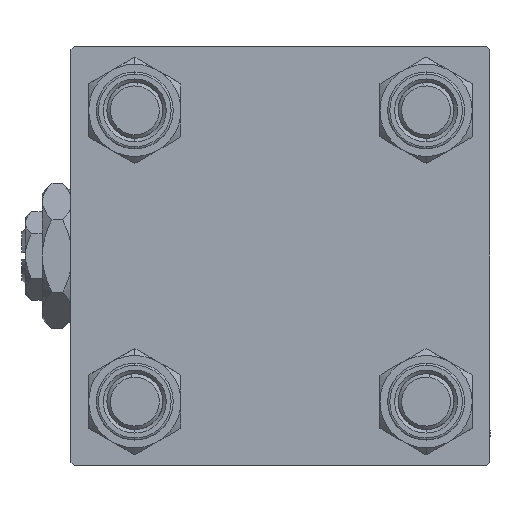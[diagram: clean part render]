
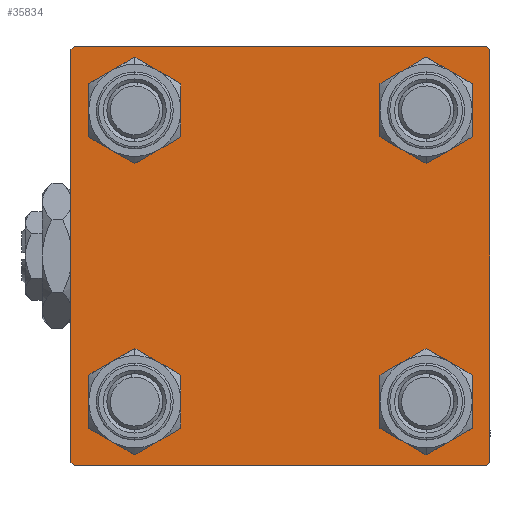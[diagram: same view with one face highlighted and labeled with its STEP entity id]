
A CAD part, left-side view. The second image highlights one B-rep face of the part: STEP entity #35834.
In plain terms, the highlighted planar face has unit normal (-1, 0, 0).
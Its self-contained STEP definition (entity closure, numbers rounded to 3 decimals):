
#353 = AXIS2_PLACEMENT_3D ( 'NONE', #16096, #20180, #36787 ) ;
#966 = ORIENTED_EDGE ( 'NONE', *, *, #29652, .T. ) ;
#1574 = VECTOR ( 'NONE', #28466, 1000. ) ;
#2109 = DIRECTION ( 'NONE',  ( 0., 0., 1. ) ) ;
#2369 = CIRCLE ( 'NONE', #24979, 4.5 ) ;
#2424 = VERTEX_POINT ( 'NONE', #52433 ) ;
#2764 = CARTESIAN_POINT ( 'NONE',  ( 0., 29.75, -29.75 ) ) ;
#3094 = ORIENTED_EDGE ( 'NONE', *, *, #32262, .T. ) ;
#3339 = ORIENTED_EDGE ( 'NONE', *, *, #5115, .T. ) ;
#3823 = CARTESIAN_POINT ( 'NONE',  ( 0., 20.85, -20.85 ) ) ;
#3864 = CARTESIAN_POINT ( 'NONE',  ( 0., -20.85, 16.35 ) ) ;
#4210 = CARTESIAN_POINT ( 'NONE',  ( 0., -20.85, 20.85 ) ) ;
#4983 = EDGE_LOOP ( 'NONE', ( #3094, #18262 ) ) ;
#5115 = EDGE_CURVE ( 'NONE', #2424, #35206, #32831, .T. ) ;
#5621 = ORIENTED_EDGE ( 'NONE', *, *, #34158, .T. ) ;
#6196 = VECTOR ( 'NONE', #44919, 1000. ) ;
#6327 = LINE ( 'NONE', #18841, #49306 ) ;
#6390 = AXIS2_PLACEMENT_3D ( 'NONE', #11262, #45001, #19706 ) ;
#6828 = CARTESIAN_POINT ( 'NONE',  ( 0., 30., -29.5 ) ) ;
#6890 = EDGE_CURVE ( 'NONE', #24013, #43171, #52442, .T. ) ;
#7129 = CARTESIAN_POINT ( 'NONE',  ( 0., -30., -29.5 ) ) ;
#7881 = EDGE_CURVE ( 'NONE', #17763, #53232, #38995, .T. ) ;
#7992 = AXIS2_PLACEMENT_3D ( 'NONE', #4210, #16187, #32012 ) ;
#8463 = EDGE_CURVE ( 'NONE', #37725, #20485, #34697, .T. ) ;
#8497 = EDGE_LOOP ( 'NONE', ( #5621, #25540 ) ) ;
#9561 = EDGE_LOOP ( 'NONE', ( #42950, #36951 ) ) ;
#10454 = VERTEX_POINT ( 'NONE', #36637 ) ;
#10646 = LINE ( 'NONE', #35709, #37646 ) ;
#11262 = CARTESIAN_POINT ( 'NONE',  ( 0., 0., 0. ) ) ;
#11792 = PLANE ( 'NONE',  #6390 ) ;
#14070 = CARTESIAN_POINT ( 'NONE',  ( 0., 30., 30. ) ) ;
#14603 = CARTESIAN_POINT ( 'NONE',  ( 0., 30., -30. ) ) ;
#15049 = CARTESIAN_POINT ( 'NONE',  ( 0., -20.85, -20.85 ) ) ;
#15364 = CARTESIAN_POINT ( 'NONE',  ( 0., 29.5, -30. ) ) ;
#15961 = ORIENTED_EDGE ( 'NONE', *, *, #34098, .T. ) ;
#16096 = CARTESIAN_POINT ( 'NONE',  ( 0., -20.85, -20.85 ) ) ;
#16187 = DIRECTION ( 'NONE',  ( 1., 0., 0. ) ) ;
#17763 = VERTEX_POINT ( 'NONE', #51892 ) ;
#17897 = EDGE_CURVE ( 'NONE', #53232, #17763, #31465, .T. ) ;
#18262 = ORIENTED_EDGE ( 'NONE', *, *, #8463, .T. ) ;
#18410 = VERTEX_POINT ( 'NONE', #6828 ) ;
#18562 = DIRECTION ( 'NONE',  ( 0., -0.707, 0.707 ) ) ;
#18841 = CARTESIAN_POINT ( 'NONE',  ( 0., 30., 30. ) ) ;
#19508 = ORIENTED_EDGE ( 'NONE', *, *, #6890, .T. ) ;
#19706 = DIRECTION ( 'NONE',  ( 0., 0., 1. ) ) ;
#20180 = DIRECTION ( 'NONE',  ( 1., 0., 0. ) ) ;
#20244 = VECTOR ( 'NONE', #39373, 1000. ) ;
#20485 = VERTEX_POINT ( 'NONE', #42453 ) ;
#20777 = CARTESIAN_POINT ( 'NONE',  ( 0., 29.5, 30. ) ) ;
#21121 = LINE ( 'NONE', #53816, #28885 ) ;
#21134 = AXIS2_PLACEMENT_3D ( 'NONE', #3823, #32424, #44651 ) ;
#21457 = CARTESIAN_POINT ( 'NONE',  ( 0., 20.85, 16.35 ) ) ;
#21535 = EDGE_CURVE ( 'NONE', #24013, #30589, #46469, .T. ) ;
#22725 = CARTESIAN_POINT ( 'NONE',  ( 0., 20.85, -25.35 ) ) ;
#23452 = EDGE_LOOP ( 'NONE', ( #27767, #3339 ) ) ;
#23710 = DIRECTION ( 'NONE',  ( 0., -0.707, -0.707 ) ) ;
#24013 = VERTEX_POINT ( 'NONE', #20777 ) ;
#24979 = AXIS2_PLACEMENT_3D ( 'NONE', #39601, #27096, #35796 ) ;
#25540 = ORIENTED_EDGE ( 'NONE', *, *, #47888, .T. ) ;
#26266 = CARTESIAN_POINT ( 'NONE',  ( 0., -20.85, 20.85 ) ) ;
#26398 = AXIS2_PLACEMENT_3D ( 'NONE', #47830, #48366, #2109 ) ;
#27086 = DIRECTION ( 'NONE',  ( 1., 0., 0. ) ) ;
#27096 = DIRECTION ( 'NONE',  ( 1., 0., 0. ) ) ;
#27184 = EDGE_CURVE ( 'NONE', #10454, #39693, #45717, .T. ) ;
#27578 = EDGE_LOOP ( 'NONE', ( #49620, #50585, #46643, #15961, #48050, #966, #29733, #19508 ) ) ;
#27767 = ORIENTED_EDGE ( 'NONE', *, *, #36403, .T. ) ;
#28106 = VECTOR ( 'NONE', #43204, 1000. ) ;
#28107 = DIRECTION ( 'NONE',  ( 1., 0., 0. ) ) ;
#28152 = FACE_OUTER_BOUND ( 'NONE', #27578, .T. ) ;
#28421 = FACE_BOUND ( 'NONE', #9561, .T. ) ;
#28466 = DIRECTION ( 'NONE',  ( 0., 0.707, -0.707 ) ) ;
#28525 = DIRECTION ( 'NONE',  ( 0., 0., 1. ) ) ;
#28885 = VECTOR ( 'NONE', #49992, 1000. ) ;
#29511 = CARTESIAN_POINT ( 'NONE',  ( 0., 20.85, -16.35 ) ) ;
#29652 = EDGE_CURVE ( 'NONE', #10454, #30589, #21121, .T. ) ;
#29733 = ORIENTED_EDGE ( 'NONE', *, *, #21535, .F. ) ;
#30306 = AXIS2_PLACEMENT_3D ( 'NONE', #26266, #27086, #51582 ) ;
#30505 = EDGE_CURVE ( 'NONE', #18410, #39428, #31639, .T. ) ;
#30589 = VERTEX_POINT ( 'NONE', #31372 ) ;
#31372 = CARTESIAN_POINT ( 'NONE',  ( 0., -29.5, 30. ) ) ;
#31465 = CIRCLE ( 'NONE', #7992, 4.5 ) ;
#31639 = LINE ( 'NONE', #2764, #50652 ) ;
#31759 = CARTESIAN_POINT ( 'NONE',  ( 0., 29.75, 29.75 ) ) ;
#31946 = AXIS2_PLACEMENT_3D ( 'NONE', #15049, #28107, #53420 ) ;
#32012 = DIRECTION ( 'NONE',  ( 0., 0., 1. ) ) ;
#32262 = EDGE_CURVE ( 'NONE', #20485, #37725, #37688, .T. ) ;
#32424 = DIRECTION ( 'NONE',  ( 1., 0., 0. ) ) ;
#32831 = CIRCLE ( 'NONE', #31946, 4.5 ) ;
#34098 = EDGE_CURVE ( 'NONE', #35664, #39693, #10646, .T. ) ;
#34158 = EDGE_CURVE ( 'NONE', #52954, #39417, #35922, .T. ) ;
#34598 = EDGE_CURVE ( 'NONE', #39428, #35664, #51915, .T. ) ;
#34697 = CIRCLE ( 'NONE', #35586, 4.5 ) ;
#35206 = VERTEX_POINT ( 'NONE', #37249 ) ;
#35586 = AXIS2_PLACEMENT_3D ( 'NONE', #48663, #41019, #28525 ) ;
#35664 = VERTEX_POINT ( 'NONE', #39319 ) ;
#35709 = CARTESIAN_POINT ( 'NONE',  ( 0., -29.75, -29.75 ) ) ;
#35796 = DIRECTION ( 'NONE',  ( 0., 0., 1. ) ) ;
#35834 = ADVANCED_FACE ( 'NONE', ( #28421, #36055, #45268, #44470, #28152 ), #11792, .T. ) ;
#35922 = CIRCLE ( 'NONE', #21134, 4.5 ) ;
#36055 = FACE_BOUND ( 'NONE', #23452, .T. ) ;
#36403 = EDGE_CURVE ( 'NONE', #35206, #2424, #41187, .T. ) ;
#36637 = CARTESIAN_POINT ( 'NONE',  ( 0., -30., 29.5 ) ) ;
#36706 = CARTESIAN_POINT ( 'NONE',  ( 0., 30., 29.5 ) ) ;
#36787 = DIRECTION ( 'NONE',  ( 0., 0., 1. ) ) ;
#36951 = ORIENTED_EDGE ( 'NONE', *, *, #17897, .T. ) ;
#37040 = CARTESIAN_POINT ( 'NONE',  ( 0., -30., 30. ) ) ;
#37249 = CARTESIAN_POINT ( 'NONE',  ( 0., -20.85, -16.35 ) ) ;
#37646 = VECTOR ( 'NONE', #18562, 1000. ) ;
#37688 = CIRCLE ( 'NONE', #26398, 4.5 ) ;
#37725 = VERTEX_POINT ( 'NONE', #21457 ) ;
#38995 = CIRCLE ( 'NONE', #30306, 4.5 ) ;
#39319 = CARTESIAN_POINT ( 'NONE',  ( 0., -29.5, -30. ) ) ;
#39373 = DIRECTION ( 'NONE',  ( 0., -1., 0. ) ) ;
#39417 = VERTEX_POINT ( 'NONE', #22725 ) ;
#39428 = VERTEX_POINT ( 'NONE', #15364 ) ;
#39601 = CARTESIAN_POINT ( 'NONE',  ( 0., 20.85, -20.85 ) ) ;
#39693 = VERTEX_POINT ( 'NONE', #7129 ) ;
#41019 = DIRECTION ( 'NONE',  ( 1., 0., 0. ) ) ;
#41187 = CIRCLE ( 'NONE', #353, 4.5 ) ;
#42453 = CARTESIAN_POINT ( 'NONE',  ( 0., 20.85, 25.35 ) ) ;
#42950 = ORIENTED_EDGE ( 'NONE', *, *, #7881, .T. ) ;
#43171 = VERTEX_POINT ( 'NONE', #36706 ) ;
#43204 = DIRECTION ( 'NONE',  ( 0., -1., 0. ) ) ;
#44470 = FACE_BOUND ( 'NONE', #4983, .T. ) ;
#44651 = DIRECTION ( 'NONE',  ( 0., 0., 1. ) ) ;
#44919 = DIRECTION ( 'NONE',  ( 0., 0., -1. ) ) ;
#45001 = DIRECTION ( 'NONE',  ( -1., 0., 0. ) ) ;
#45268 = FACE_BOUND ( 'NONE', #8497, .T. ) ;
#45717 = LINE ( 'NONE', #37040, #6196 ) ;
#46469 = LINE ( 'NONE', #14070, #28106 ) ;
#46643 = ORIENTED_EDGE ( 'NONE', *, *, #34598, .T. ) ;
#46934 = EDGE_CURVE ( 'NONE', #43171, #18410, #6327, .T. ) ;
#47830 = CARTESIAN_POINT ( 'NONE',  ( 0., 20.85, 20.85 ) ) ;
#47888 = EDGE_CURVE ( 'NONE', #39417, #52954, #2369, .T. ) ;
#48050 = ORIENTED_EDGE ( 'NONE', *, *, #27184, .F. ) ;
#48366 = DIRECTION ( 'NONE',  ( 1., 0., 0. ) ) ;
#48663 = CARTESIAN_POINT ( 'NONE',  ( 0., 20.85, 20.85 ) ) ;
#49306 = VECTOR ( 'NONE', #52064, 1000. ) ;
#49620 = ORIENTED_EDGE ( 'NONE', *, *, #46934, .T. ) ;
#49992 = DIRECTION ( 'NONE',  ( 0., 0.707, 0.707 ) ) ;
#50585 = ORIENTED_EDGE ( 'NONE', *, *, #30505, .T. ) ;
#50652 = VECTOR ( 'NONE', #23710, 1000. ) ;
#51582 = DIRECTION ( 'NONE',  ( 0., 0., 1. ) ) ;
#51892 = CARTESIAN_POINT ( 'NONE',  ( 0., -20.85, 25.35 ) ) ;
#51915 = LINE ( 'NONE', #14603, #20244 ) ;
#52064 = DIRECTION ( 'NONE',  ( 0., 0., -1. ) ) ;
#52433 = CARTESIAN_POINT ( 'NONE',  ( 0., -20.85, -25.35 ) ) ;
#52442 = LINE ( 'NONE', #31759, #1574 ) ;
#52954 = VERTEX_POINT ( 'NONE', #29511 ) ;
#53232 = VERTEX_POINT ( 'NONE', #3864 ) ;
#53420 = DIRECTION ( 'NONE',  ( 0., 0., 1. ) ) ;
#53816 = CARTESIAN_POINT ( 'NONE',  ( 0., -29.75, 29.75 ) ) ;
